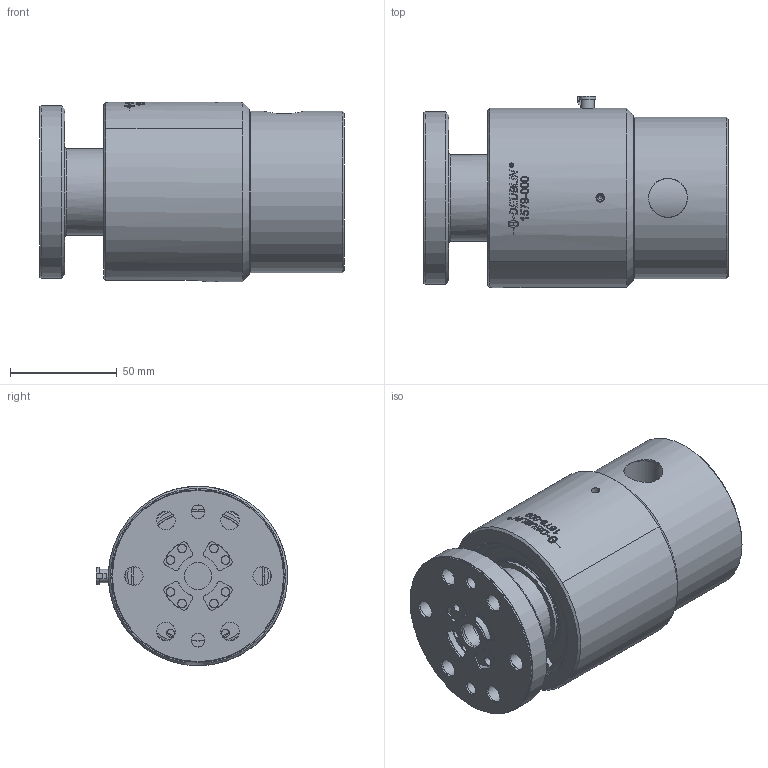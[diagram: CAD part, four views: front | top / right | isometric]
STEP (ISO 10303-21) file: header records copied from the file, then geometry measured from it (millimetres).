
FILE_DESCRIPTION(/* description */ (''),/* implementation_level */ '2;1');
FILE_NAME(/* name */ '1579-000-IC.stp',/* time_stamp */ '2020-05-21T13:27:15-05:00',/* author */ ('GALINDOLM'),/* organization */ (''),/* preprocessor_version */ 'ST-DEVELOPER v18',/* originating_system */ 'Autodesk Inventor 2020',/* authorisation */ '');
FILE_SCHEMA (('AUTOMOTIVE_DESIGN { 1 0 10303 214 3 1 1 }'));
Length unit declared in the file: millimetre
Products named in the file (1): 1579-000-IC
Bounding box: 143.17 x 89.67 x 84.17 mm (x, y, z)
Volume: 615354.1 mm3; surface area: 91676.2 mm2
Topology: 2 solids, 3 shells, 629 faces, 1721 edges, 1155 vertices
Faces by surface type: plane 315, cylinder 168, bspline 104, cone 21, torus 20, sphere 1
Full cylindrical faces by diameter (mm): 0.5 x1, 1.5 x2, 2.184 x2, 2.4 x2, 3.556 x2, 3.72 x2, 4 x10, 4.7 x1, 6.35 x7, 6.38 x2, 7.1 x4, 8.7 x6, 8.738 x6, 9.525 x4, 12.7 x6, 12.83 x2, 15.24 x1, 18.25 x2, 19 x1, 35 x1, 37.97 x1, 39.985 x1, 40.5 x1, 44.5 x1, 49.775 x1, 60.725 x1, 61.1 x1, 68 x1, 68.1 x1, 73.8 x1
Entity records: 24526 total; most frequent: CARTESIAN_POINT 8271, ORIENTED_EDGE 3430, DIRECTION 3260, EDGE_CURVE 1715, AXIS2_PLACEMENT_3D 1311, VERTEX_POINT 1155, EDGE_LOOP 760, LINE 638
